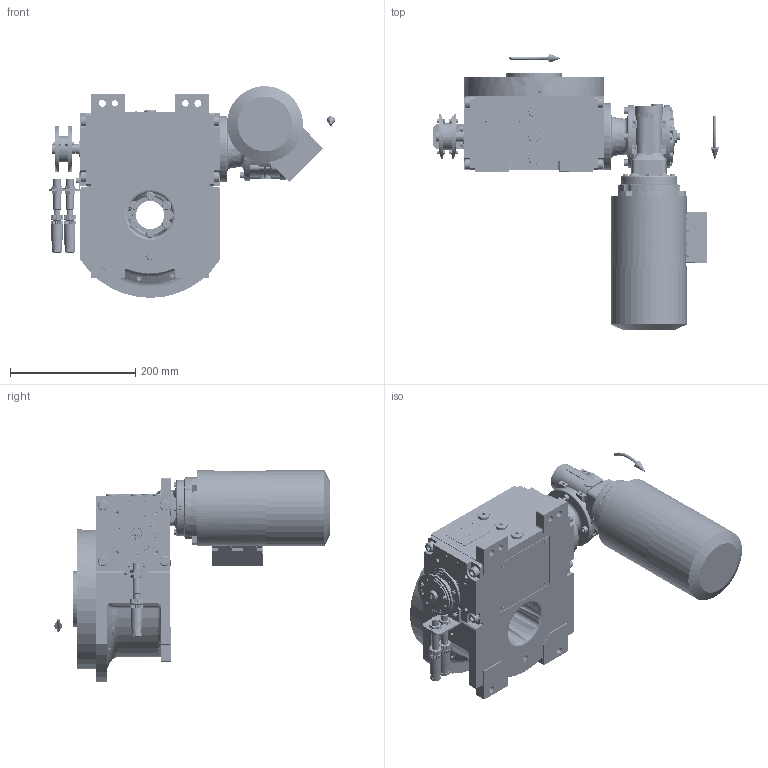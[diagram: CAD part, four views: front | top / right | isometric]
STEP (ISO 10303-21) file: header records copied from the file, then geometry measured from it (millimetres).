
FILE_DESCRIPTION (( 'STEP AP203' ), '1' );
FILE_NAME ('PC5201752.step', '2025-12-16T14:54:39', ( '' ), ( '' ), 'SwSTEP 2.0', 'SolidWorks 2020', '' );
FILE_SCHEMA (( 'CONFIG_CONTROL_DESIGN' ));
Length unit declared in the file: millimetre
Products named in the file (92): rig06_001_a; 900_38_30_003; cfn2000_01_103; cfn2000_01_124; cfn2276_01_074; cfn2055_01_002; rig06_007_master; AS_cfn2400_04_024; cfn2003_01_054; RIG06_005_ASM.stp; BM63B14; rig06_071_12_m_asm.stp; cfn2107_01_001; cfn2000_01_126; AS_rig06_004_s_001; cfn2155_01_056; cfn2000_01_184; cfn2401_02_005; cfn2128_04_004; cfn2115_02_194; freccia_angolare; rig06_004; rig06_005_n_01; rig06_017; CFN2203_02_001.stp; cfn2128_19_002; cfn2115_02_182; AS_rig06_002_bl_003; AS_cfn2476_01_002_60x46; cfn2205_01_013; rig06_002_bl_003; cfn2158_01_011; CFN2104_02_017.stp; AS_rig06_071_12_m; AS_900_38_30_003; CFN2000_01_185.stp; CFN2223_01-570X6-B.stp; CFN2010_02_002.stp; olio_agip_blasia_150; 900_38_10_028 ...
Assembly tree (88 placements, depth 5):
  cfn2276_01_074
  rig06_007_master
  CFN2203_02_001.stp
  cfn2205_01_013
  CFN2223_01-570X6-B.stp
Bounding box: 455.5 x 439.49 x 337.49 mm (x, y, z)
Volume: 5742985.7 mm3; surface area: 1096241.4 mm2
Topology: 76 solids, 76 shells, 5918 faces, 15116 edges, 9615 vertices
Faces by surface type: plane 2712, cylinder 2055, cone 951, torus 171, bspline 23, sphere 6
Entity records: 166730 total; most frequent: CARTESIAN_POINT 42189, DIRECTION 24239, ORIENTED_EDGE 23856, EDGE_CURVE 11928, AXIS2_PLACEMENT_3D 8941, VERTEX_POINT 7669, VECTOR 6357, LINE 6357
